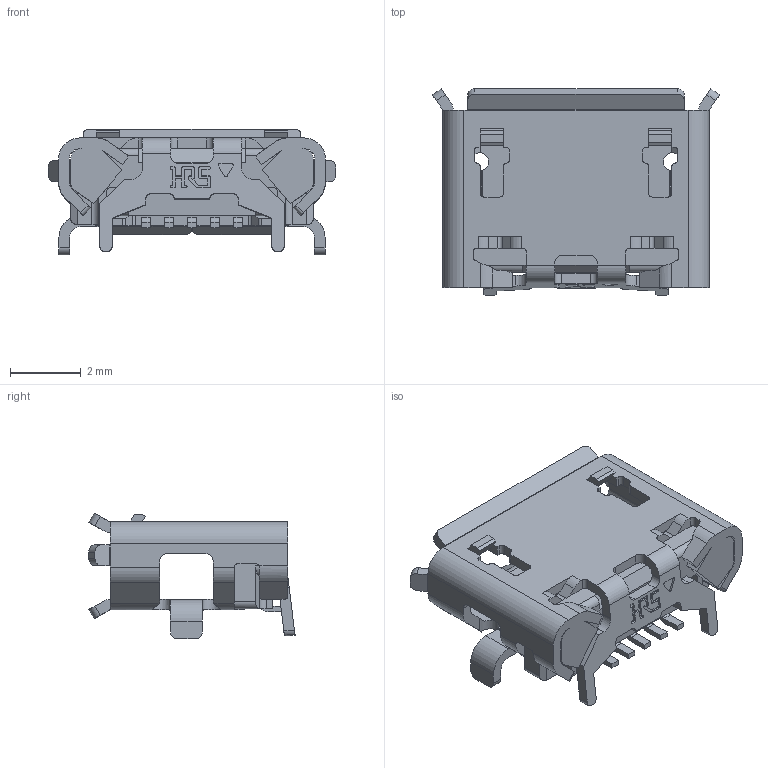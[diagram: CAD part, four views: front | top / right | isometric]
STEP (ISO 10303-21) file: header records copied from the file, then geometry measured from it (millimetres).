
FILE_DESCRIPTION(('Creo Elements/Direct Modeling STEP Export'),'2;1');
FILE_NAME('WQ-1700381.stp','2017-12-08T15:27:49',(''),(''),'Creo Elements/Direct Modeling STEP processor for AP214 (Solid Model)','Creo Elements/Direct Modeling 19.0F 14-Feb-2017 (C) Parametric Technology GmbH','');
FILE_SCHEMA(('AUTOMOTIVE_DESIGN { 1 0 10303 214 1 1 1 1 }'));
Length unit declared in the file: millimetre
Products named in the file (5): p1; ZX62D-B-5P8_30__PRT_PRT.PRT; ZX62D-B-5P8_30__STP_ASM.ASM; ZX62D-B-5P8_STP.ASM; WQ-1700381.stp
Assembly tree (3 placements, depth 4):
  p1
  WQ-1700381.stp
    ZX62D-B-5P8_STP.ASM
      ZX62D-B-5P8_30__STP_ASM.ASM
        ZX62D-B-5P8_30__PRT_PRT.PRT
Bounding box: 8.09 x 5.81 x 3.55 mm (x, y, z)
Volume: 38.7 mm3; surface area: 240 mm2
Topology: 1 solids, 1 shells, 507 faces, 1530 edges, 1005 vertices
Faces by surface type: plane 303, cylinder 200, bspline 4
Entity records: 22039 total; most frequent: CARTESIAN_POINT 3704, ORIENTED_EDGE 3060, DIRECTION 2845, EDGE_CURVE 1530, VECTOR 1071, LINE 1071, VERTEX_POINT 1005, AXIS2_PLACEMENT_3D 887
